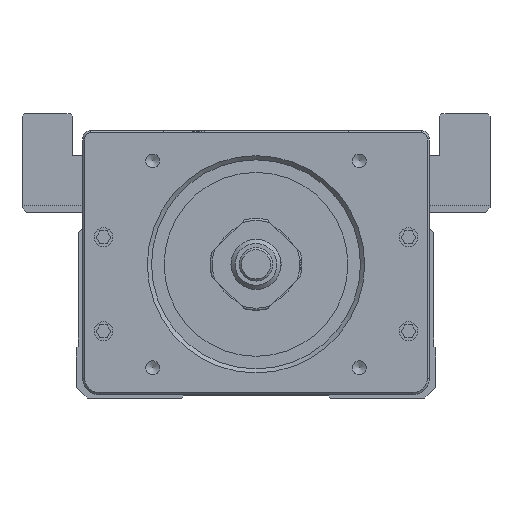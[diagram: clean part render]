
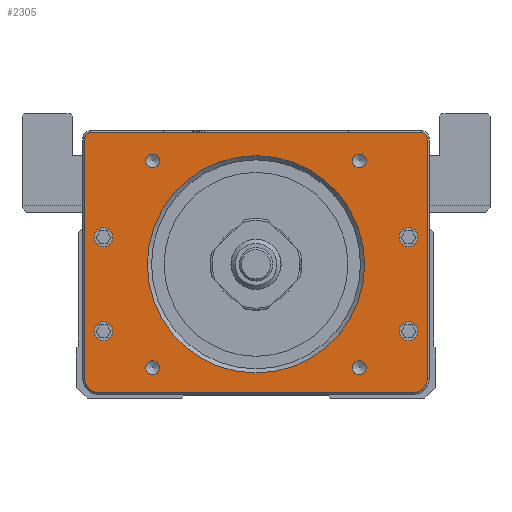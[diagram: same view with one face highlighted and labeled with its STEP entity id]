
A CAD part, front view. The second image highlights one B-rep face of the part: STEP entity #2305.
In plain terms, the highlighted planar face has unit normal (0, -1, 0).
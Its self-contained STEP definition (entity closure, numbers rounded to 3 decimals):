
#618=FACE_BOUND('',#5465,.T.);
#619=FACE_BOUND('',#5466,.T.);
#620=FACE_BOUND('',#5467,.T.);
#621=FACE_BOUND('',#5468,.T.);
#622=FACE_BOUND('',#5469,.T.);
#623=FACE_BOUND('',#5470,.T.);
#624=FACE_BOUND('',#5471,.T.);
#625=FACE_BOUND('',#5472,.T.);
#626=FACE_BOUND('',#5473,.T.);
#627=FACE_BOUND('',#5474,.T.);
#1640=CIRCLE('',#22795,26.);
#1641=CIRCLE('',#22796,1.65);
#1642=CIRCLE('',#22797,1.65);
#1643=CIRCLE('',#22798,1.65);
#1644=CIRCLE('',#22799,1.65);
#1645=CIRCLE('',#22800,1.5);
#1646=CIRCLE('',#22801,1.5);
#1647=CIRCLE('',#22802,3.5);
#1648=CIRCLE('',#22803,3.5);
#1649=CIRCLE('',#22804,2.25);
#1650=CIRCLE('',#22805,2.25);
#1651=CIRCLE('',#22806,2.25);
#1652=CIRCLE('',#22807,2.25);
#2305=ADVANCED_FACE('',(#618,#619,#620,#621,#622,#623,#624,#625,#626,#627),
#3556,.F.);
#3556=PLANE('',#22808);
#5465=EDGE_LOOP('',(#7685));
#5466=EDGE_LOOP('',(#7686));
#5467=EDGE_LOOP('',(#7687));
#5468=EDGE_LOOP('',(#7688));
#5469=EDGE_LOOP('',(#7689));
#5470=EDGE_LOOP('',(#7690,#7691,#7692,#7693,#7694,#7695,#7696,#7697));
#5471=EDGE_LOOP('',(#7698));
#5472=EDGE_LOOP('',(#7699));
#5473=EDGE_LOOP('',(#7700));
#5474=EDGE_LOOP('',(#7701));
#7685=ORIENTED_EDGE('',*,*,#15667,.T.);
#7686=ORIENTED_EDGE('',*,*,#15668,.T.);
#7687=ORIENTED_EDGE('',*,*,#15669,.T.);
#7688=ORIENTED_EDGE('',*,*,#15670,.T.);
#7689=ORIENTED_EDGE('',*,*,#15671,.T.);
#7690=ORIENTED_EDGE('',*,*,#15672,.T.);
#7691=ORIENTED_EDGE('',*,*,#15673,.T.);
#7692=ORIENTED_EDGE('',*,*,#15674,.T.);
#7693=ORIENTED_EDGE('',*,*,#15675,.T.);
#7694=ORIENTED_EDGE('',*,*,#15676,.T.);
#7695=ORIENTED_EDGE('',*,*,#15677,.T.);
#7696=ORIENTED_EDGE('',*,*,#15678,.T.);
#7697=ORIENTED_EDGE('',*,*,#15679,.T.);
#7698=ORIENTED_EDGE('',*,*,#15680,.T.);
#7699=ORIENTED_EDGE('',*,*,#15681,.T.);
#7700=ORIENTED_EDGE('',*,*,#15682,.T.);
#7701=ORIENTED_EDGE('',*,*,#15683,.T.);
#13480=VERTEX_POINT('',#31972);
#13481=VERTEX_POINT('',#31974);
#13482=VERTEX_POINT('',#31976);
#13483=VERTEX_POINT('',#31978);
#13484=VERTEX_POINT('',#31980);
#13485=VERTEX_POINT('',#31982);
#13486=VERTEX_POINT('',#31983);
#13487=VERTEX_POINT('',#31985);
#13488=VERTEX_POINT('',#31987);
#13489=VERTEX_POINT('',#31989);
#13490=VERTEX_POINT('',#31991);
#13491=VERTEX_POINT('',#31993);
#13492=VERTEX_POINT('',#31995);
#13493=VERTEX_POINT('',#31998);
#13494=VERTEX_POINT('',#32000);
#13495=VERTEX_POINT('',#32002);
#13496=VERTEX_POINT('',#32004);
#15667=EDGE_CURVE('',#13480,#13480,#1640,.T.);
#15668=EDGE_CURVE('',#13481,#13481,#1641,.T.);
#15669=EDGE_CURVE('',#13482,#13482,#1642,.T.);
#15670=EDGE_CURVE('',#13483,#13483,#1643,.T.);
#15671=EDGE_CURVE('',#13484,#13484,#1644,.T.);
#15672=EDGE_CURVE('',#13485,#13486,#18543,.T.);
#15673=EDGE_CURVE('',#13486,#13487,#1645,.T.);
#15674=EDGE_CURVE('',#13487,#13488,#18544,.T.);
#15675=EDGE_CURVE('',#13488,#13489,#1646,.T.);
#15676=EDGE_CURVE('',#13489,#13490,#18545,.T.);
#15677=EDGE_CURVE('',#13490,#13491,#1647,.T.);
#15678=EDGE_CURVE('',#13491,#13492,#18546,.T.);
#15679=EDGE_CURVE('',#13492,#13485,#1648,.T.);
#15680=EDGE_CURVE('',#13493,#13493,#1649,.T.);
#15681=EDGE_CURVE('',#13494,#13494,#1650,.T.);
#15682=EDGE_CURVE('',#13495,#13495,#1651,.T.);
#15683=EDGE_CURVE('',#13496,#13496,#1652,.T.);
#18543=LINE('',#31981,#20722);
#18544=LINE('',#31986,#20723);
#18545=LINE('',#31990,#20724);
#18546=LINE('',#31994,#20725);
#20722=VECTOR('',#25368,1.);
#20723=VECTOR('',#25371,1.);
#20724=VECTOR('',#25374,1.);
#20725=VECTOR('',#25377,1.);
#22795=AXIS2_PLACEMENT_3D('',#31971,#25358,#25359);
#22796=AXIS2_PLACEMENT_3D('',#31973,#25360,#25361);
#22797=AXIS2_PLACEMENT_3D('',#31975,#25362,#25363);
#22798=AXIS2_PLACEMENT_3D('',#31977,#25364,#25365);
#22799=AXIS2_PLACEMENT_3D('',#31979,#25366,#25367);
#22800=AXIS2_PLACEMENT_3D('',#31984,#25369,#25370);
#22801=AXIS2_PLACEMENT_3D('',#31988,#25372,#25373);
#22802=AXIS2_PLACEMENT_3D('',#31992,#25375,#25376);
#22803=AXIS2_PLACEMENT_3D('',#31996,#25378,#25379);
#22804=AXIS2_PLACEMENT_3D('',#31997,#25380,#25381);
#22805=AXIS2_PLACEMENT_3D('',#31999,#25382,#25383);
#22806=AXIS2_PLACEMENT_3D('',#32001,#25384,#25385);
#22807=AXIS2_PLACEMENT_3D('',#32003,#25386,#25387);
#22808=AXIS2_PLACEMENT_3D('',#32005,#25388,#25389);
#25358=DIRECTION('',(0.,1.,0.));
#25359=DIRECTION('',(0.,0.,1.));
#25360=DIRECTION('',(0.,1.,0.));
#25361=DIRECTION('',(0.,0.,1.));
#25362=DIRECTION('',(0.,1.,0.));
#25363=DIRECTION('',(0.,0.,1.));
#25364=DIRECTION('',(0.,1.,0.));
#25365=DIRECTION('',(0.,0.,1.));
#25366=DIRECTION('',(0.,1.,0.));
#25367=DIRECTION('',(0.,0.,1.));
#25368=DIRECTION('',(0.,0.,1.));
#25369=DIRECTION('',(0.,-1.,0.));
#25370=DIRECTION('',(0.,0.,1.));
#25371=DIRECTION('',(-1.,0.,0.));
#25372=DIRECTION('',(0.,-1.,0.));
#25373=DIRECTION('',(0.,0.,1.));
#25374=DIRECTION('',(0.,0.,-1.));
#25375=DIRECTION('',(0.,-1.,0.));
#25376=DIRECTION('',(0.,0.,1.));
#25377=DIRECTION('',(1.,0.,0.));
#25378=DIRECTION('',(0.,-1.,0.));
#25379=DIRECTION('',(0.,0.,1.));
#25380=DIRECTION('',(0.,1.,0.));
#25381=DIRECTION('',(0.,0.,1.));
#25382=DIRECTION('',(0.,1.,0.));
#25383=DIRECTION('',(0.,0.,1.));
#25384=DIRECTION('',(0.,1.,0.));
#25385=DIRECTION('',(0.,0.,1.));
#25386=DIRECTION('',(0.,1.,0.));
#25387=DIRECTION('',(0.,0.,1.));
#25388=DIRECTION('',(0.,1.,0.));
#25389=DIRECTION('',(0.,0.,-1.));
#31971=CARTESIAN_POINT('',(0.,-236.633,32.));
#31972=CARTESIAN_POINT('',(0.,-236.633,58.));
#31973=CARTESIAN_POINT('',(-24.749,-236.633,56.749));
#31974=CARTESIAN_POINT('',(-24.749,-236.633,58.399));
#31975=CARTESIAN_POINT('',(-24.749,-236.633,7.251));
#31976=CARTESIAN_POINT('',(-24.749,-236.633,8.901));
#31977=CARTESIAN_POINT('',(24.749,-236.633,7.251));
#31978=CARTESIAN_POINT('',(24.749,-236.633,8.901));
#31979=CARTESIAN_POINT('',(24.749,-236.633,56.749));
#31980=CARTESIAN_POINT('',(24.749,-236.633,58.399));
#31981=CARTESIAN_POINT('',(41.,-236.633,60.));
#31982=CARTESIAN_POINT('',(41.,-236.633,4.8));
#31983=CARTESIAN_POINT('',(41.,-236.633,62.));
#31984=CARTESIAN_POINT('',(39.5,-236.633,62.));
#31985=CARTESIAN_POINT('',(39.5,-236.633,63.5));
#31986=CARTESIAN_POINT('',(39.,-236.633,63.5));
#31987=CARTESIAN_POINT('',(-39.5,-236.633,63.5));
#31988=CARTESIAN_POINT('',(-39.5,-236.633,62.));
#31989=CARTESIAN_POINT('',(-41.,-236.633,62.));
#31990=CARTESIAN_POINT('',(-41.,-236.633,60.));
#31991=CARTESIAN_POINT('',(-41.,-236.633,4.8));
#31992=CARTESIAN_POINT('',(-37.5,-236.633,4.8));
#31993=CARTESIAN_POINT('',(-37.5,-236.633,1.3));
#31994=CARTESIAN_POINT('',(39.,-236.633,1.3));
#31995=CARTESIAN_POINT('',(37.5,-236.633,1.3));
#31996=CARTESIAN_POINT('',(37.5,-236.633,4.8));
#31997=CARTESIAN_POINT('',(-36.5,-236.633,38.5));
#31998=CARTESIAN_POINT('',(-36.5,-236.633,40.75));
#31999=CARTESIAN_POINT('',(-36.5,-236.633,16.));
#32000=CARTESIAN_POINT('',(-36.5,-236.633,18.25));
#32001=CARTESIAN_POINT('',(36.5,-236.633,38.5));
#32002=CARTESIAN_POINT('',(36.5,-236.633,40.75));
#32003=CARTESIAN_POINT('',(36.5,-236.633,16.));
#32004=CARTESIAN_POINT('',(36.5,-236.633,18.25));
#32005=CARTESIAN_POINT('',(39.,-236.633,60.));
